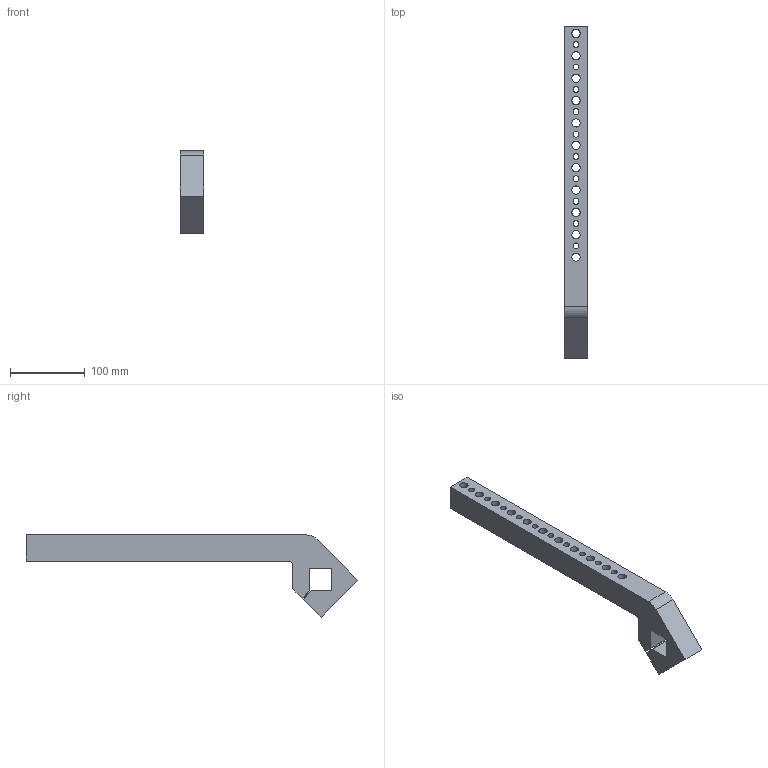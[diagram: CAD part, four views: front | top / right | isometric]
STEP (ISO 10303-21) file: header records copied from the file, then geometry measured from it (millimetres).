
FILE_DESCRIPTION(/* description */ (''),/* implementation_level */ '2;1');
FILE_NAME(/* name */ 'QNACA138M.stp',/* time_stamp */ '2018-10-18T14:55:13+02:00',/* author */ ('donadda1'),/* organization */ ('Pneumax S.p.A.'),/* preprocessor_version */ 'ST-DEVELOPER v17',/* originating_system */ 'Autodesk Inventor 2019',/* authorisation */ '');
FILE_SCHEMA (('AUTOMOTIVE_DESIGN { 1 0 10303 214 3 1 1 }'));
Length unit declared in the file: millimetre
Products named in the file (1): QNACA138M
Bounding box: 32 x 445.2 x 110.2 mm (x, y, z)
Volume: 503778 mm3; surface area: 91069.7 mm2
Topology: 1 solids, 1 shells, 41 faces, 118 edges, 78 vertices
Faces by surface type: cylinder 24, plane 17
Full cylindrical faces by diameter (mm): 8 x10, 10 x1, 11 x11
Entity records: 1493 total; most frequent: DIRECTION 252, CARTESIAN_POINT 238, ORIENTED_EDGE 236, EDGE_CURVE 118, AXIS2_PLACEMENT_3D 92, EDGE_LOOP 84, VERTEX_POINT 78, LINE 68
